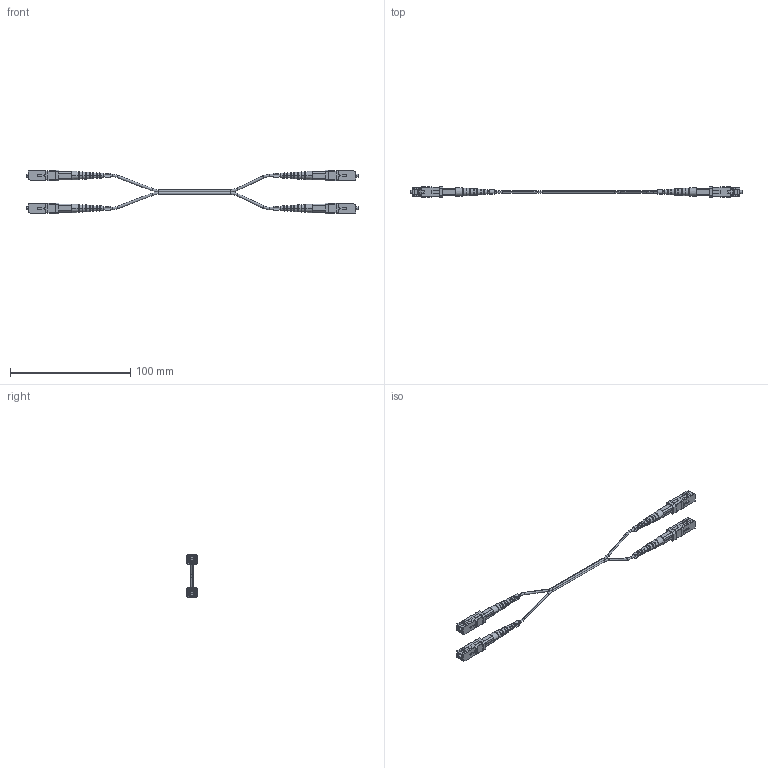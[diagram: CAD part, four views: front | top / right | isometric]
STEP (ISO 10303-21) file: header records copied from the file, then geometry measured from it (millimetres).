
FILE_DESCRIPTION (( 'STEP AP214' ), '1' );
FILE_NAME ('FCA-SASU-DPS2Z.step', '2021-09-01T12:46:14', ( '' ), ( '' ), 'SwSTEP 2.0', 'SolidWorks 2021', '' );
FILE_SCHEMA (( 'AUTOMOTIVE_DESIGN' ));
Length unit declared in the file: inch
Products named in the file (14): 1AF04-005-MA2; LBL-C3P-A; 1AF04-005; CONN-95-200-08-BP3B MA4; FCA-SASU-DPS2Z; 1AF04-005-MA3; 1AF04-005-MA4; FCA-FCFC-DPS1Z-ma1_YELLOW; 1AF04-005-MA1; CONN-95-200-08-BP3B MA2; CONN-95-200-08-BP3B MA3; LBL-C3P-B; 1AF04-011-MA1; 1AF04-011
Assembly tree (17 placements, depth 3):
  FCA-SASU-DPS2Z
    FCA-FCFC-DPS1Z-ma1_YELLOW
    1AF04-011  x2
      CONN-95-200-08-BP3B MA2
      1AF04-011-MA1
      CONN-95-200-08-BP3B MA4
      CONN-95-200-08-BP3B MA3
    1AF04-005  x2
      1AF04-005-MA2
      1AF04-005-MA1
      1AF04-005-MA4
      1AF04-005-MA3
    LBL-C3P-A  x2
    LBL-C3P-B  x2
Bounding box: 276.63 x 8.89 x 36.29 mm (x, y, z)
Volume: 8122.8 mm3; surface area: 18327.7 mm2
Topology: 22 solids, 22 shells, 1232 faces, 3518 edges, 2300 vertices
Faces by surface type: plane 1028, cylinder 138, torus 24, cone 24, bspline 18
Entity records: 23181 total; most frequent: CARTESIAN_POINT 4926, ORIENTED_EDGE 3594, DIRECTION 3324, EDGE_CURVE 1797, VECTOR 1262, LINE 1262, VERTEX_POINT 1170, AXIS2_PLACEMENT_3D 1031
